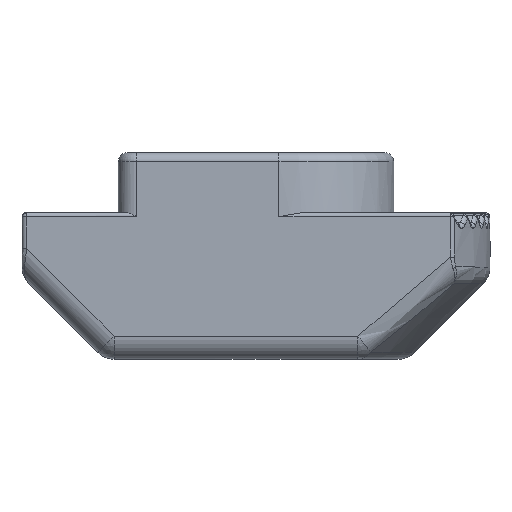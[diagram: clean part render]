
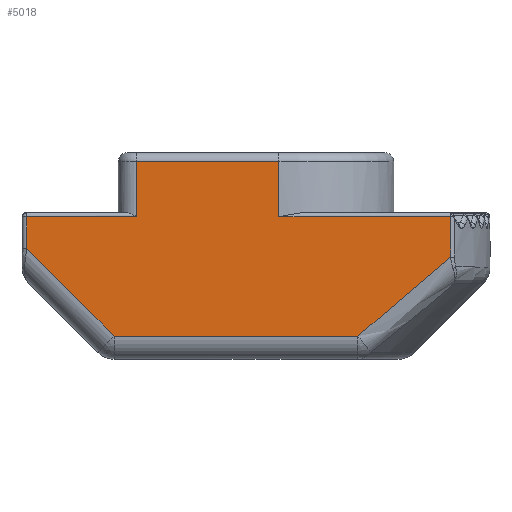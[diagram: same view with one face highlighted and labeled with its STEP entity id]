
A CAD part, top view. The second image highlights one B-rep face of the part: STEP entity #5018.
In plain terms, the highlighted planar face has unit normal (0, 0, 1).
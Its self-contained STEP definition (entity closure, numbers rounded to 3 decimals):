
#3 = VECTOR ( 'NONE', #3106, 1000. ) ;
#33 = CARTESIAN_POINT ( 'NONE',  ( 4.242, 3.2, 3. ) ) ;
#212 = VERTEX_POINT ( 'NONE', #5552 ) ;
#229 = DIRECTION ( 'NONE',  ( 0., -1., 0. ) ) ;
#415 = CARTESIAN_POINT ( 'NONE',  ( -5.1, 3.101, 3. ) ) ;
#448 = CARTESIAN_POINT ( 'NONE',  ( -5.1, 3.2, 3. ) ) ;
#502 = CARTESIAN_POINT ( 'NONE',  ( 4.242, 3.101, 3. ) ) ;
#659 = CARTESIAN_POINT ( 'NONE',  ( -5.1, 3.101, 3. ) ) ;
#952 = FACE_OUTER_BOUND ( 'NONE', #9130, .T. ) ;
#1074 = ORIENTED_EDGE ( 'NONE', *, *, #8710, .T. ) ;
#1237 = VERTEX_POINT ( 'NONE', #3907 ) ;
#1238 = CARTESIAN_POINT ( 'NONE',  ( 2.22, 0.5, 3. ) ) ;
#1275 = ORIENTED_EDGE ( 'NONE', *, *, #2814, .F. ) ;
#1342 = LINE ( 'NONE', #33, #6847 ) ;
#2010 = ORIENTED_EDGE ( 'NONE', *, *, #4895, .T. ) ;
#2117 = ORIENTED_EDGE ( 'NONE', *, *, #4828, .T. ) ;
#2148 = LINE ( 'NONE', #7490, #3826 ) ;
#2150 = VECTOR ( 'NONE', #4753, 1000. ) ;
#2704 = CARTESIAN_POINT ( 'NONE',  ( -5., 2.407, 3. ) ) ;
#2814 = EDGE_CURVE ( 'NONE', #1237, #2831, #6992, .T. ) ;
#2831 = VERTEX_POINT ( 'NONE', #5003 ) ;
#2991 = ORIENTED_EDGE ( 'NONE', *, *, #9307, .T. ) ;
#3062 = VECTOR ( 'NONE', #229, 1000. ) ;
#3106 = DIRECTION ( 'NONE',  ( 0., -1., 0. ) ) ;
#3169 = EDGE_CURVE ( 'NONE', #3264, #4031, #2148, .T. ) ;
#3175 = DIRECTION ( 'NONE',  ( 0.707, -0.707, 0. ) ) ;
#3208 = VERTEX_POINT ( 'NONE', #4963 ) ;
#3264 = VERTEX_POINT ( 'NONE', #2704 ) ;
#3363 = CARTESIAN_POINT ( 'NONE',  ( -5.1, 4.3, 3. ) ) ;
#3376 = VECTOR ( 'NONE', #3642, 1000. ) ;
#3478 = ORIENTED_EDGE ( 'NONE', *, *, #7811, .T. ) ;
#3531 = ORIENTED_EDGE ( 'NONE', *, *, #3682, .T. ) ;
#3642 = DIRECTION ( 'NONE',  ( 0., -1., 0. ) ) ;
#3682 = EDGE_CURVE ( 'NONE', #4031, #8048, #8712, .T. ) ;
#3826 = VECTOR ( 'NONE', #3175, 1000. ) ;
#3907 = CARTESIAN_POINT ( 'NONE',  ( 0.5, 4.3, 3. ) ) ;
#4031 = VERTEX_POINT ( 'NONE', #4195 ) ;
#4125 = DIRECTION ( 'NONE',  ( -1., 0., 0. ) ) ;
#4195 = CARTESIAN_POINT ( 'NONE',  ( -3.093, 0.5, 3. ) ) ;
#4284 = LINE ( 'NONE', #6788, #3062 ) ;
#4566 = VECTOR ( 'NONE', #7536, 1000. ) ;
#4728 = LINE ( 'NONE', #3363, #2150 ) ;
#4753 = DIRECTION ( 'NONE',  ( -1., 0., 0. ) ) ;
#4793 = CARTESIAN_POINT ( 'NONE',  ( -5.1, 0.5, 3. ) ) ;
#4828 = EDGE_CURVE ( 'NONE', #8048, #3208, #5247, .T. ) ;
#4841 = ORIENTED_EDGE ( 'NONE', *, *, #3169, .T. ) ;
#4895 = EDGE_CURVE ( 'NONE', #7541, #212, #4284, .T. ) ;
#4963 = CARTESIAN_POINT ( 'NONE',  ( 4.242, 2.222, 3. ) ) ;
#5003 = CARTESIAN_POINT ( 'NONE',  ( 0.5, 3.101, 3. ) ) ;
#5018 = ADVANCED_FACE ( 'NONE', ( #952 ), #9007, .F. ) ;
#5028 = EDGE_CURVE ( 'NONE', #1237, #7541, #4728, .T. ) ;
#5177 = CARTESIAN_POINT ( 'NONE',  ( 2.22, 0.5, 3. ) ) ;
#5219 = VECTOR ( 'NONE', #6284, 1000. ) ;
#5247 = B_SPLINE_CURVE_WITH_KNOTS ( 'NONE', 3,
 ( #5177, #8122, #8827, #5836 ),
 .UNSPECIFIED., .F., .F.,
 ( 4, 4 ),
 ( 0., 0.003 ),
 .UNSPECIFIED. ) ;
#5289 = CARTESIAN_POINT ( 'NONE',  ( -5., 3.2, 3. ) ) ;
#5297 = ORIENTED_EDGE ( 'NONE', *, *, #5028, .T. ) ;
#5382 = LINE ( 'NONE', #659, #7523 ) ;
#5524 = DIRECTION ( 'NONE',  ( -1., 0., 0. ) ) ;
#5552 = CARTESIAN_POINT ( 'NONE',  ( -2.6, 3.101, 3. ) ) ;
#5740 = AXIS2_PLACEMENT_3D ( 'NONE', #448, #6147, #5524 ) ;
#5836 = CARTESIAN_POINT ( 'NONE',  ( 4.242, 2.222, 3. ) ) ;
#5922 = VERTEX_POINT ( 'NONE', #8116 ) ;
#5963 = VERTEX_POINT ( 'NONE', #502 ) ;
#6041 = LINE ( 'NONE', #415, #4566 ) ;
#6147 = DIRECTION ( 'NONE',  ( 0., 0., -1. ) ) ;
#6284 = DIRECTION ( 'NONE',  ( 1., 0., 0. ) ) ;
#6429 = DIRECTION ( 'NONE',  ( 0., 1., 0. ) ) ;
#6551 = CARTESIAN_POINT ( 'NONE',  ( 0.5, 4.5, 3. ) ) ;
#6788 = CARTESIAN_POINT ( 'NONE',  ( -2.6, 3.101, 3. ) ) ;
#6847 = VECTOR ( 'NONE', #6429, 1000. ) ;
#6992 = LINE ( 'NONE', #6551, #3376 ) ;
#7490 = CARTESIAN_POINT ( 'NONE',  ( -2.946, 0.354, 3. ) ) ;
#7523 = VECTOR ( 'NONE', #4125, 1000. ) ;
#7536 = DIRECTION ( 'NONE',  ( -1., 0., 0. ) ) ;
#7541 = VERTEX_POINT ( 'NONE', #8889 ) ;
#7811 = EDGE_CURVE ( 'NONE', #3208, #5963, #1342, .T. ) ;
#7889 = EDGE_CURVE ( 'NONE', #5922, #3264, #9207, .T. ) ;
#8048 = VERTEX_POINT ( 'NONE', #1238 ) ;
#8116 = CARTESIAN_POINT ( 'NONE',  ( -5., 3.101, 3. ) ) ;
#8122 = CARTESIAN_POINT ( 'NONE',  ( 2.918, 1.046, 3. ) ) ;
#8301 = ORIENTED_EDGE ( 'NONE', *, *, #7889, .T. ) ;
#8710 = EDGE_CURVE ( 'NONE', #5963, #2831, #6041, .T. ) ;
#8712 = LINE ( 'NONE', #4793, #5219 ) ;
#8827 = CARTESIAN_POINT ( 'NONE',  ( 3.584, 1.63, 3. ) ) ;
#8889 = CARTESIAN_POINT ( 'NONE',  ( -2.6, 4.3, 3. ) ) ;
#9007 = PLANE ( 'NONE',  #5740 ) ;
#9130 = EDGE_LOOP ( 'NONE', ( #2991, #8301, #4841, #3531, #2117, #3478, #1074, #1275, #5297, #2010 ) ) ;
#9207 = LINE ( 'NONE', #5289, #3 ) ;
#9307 = EDGE_CURVE ( 'NONE', #212, #5922, #5382, .T. ) ;
